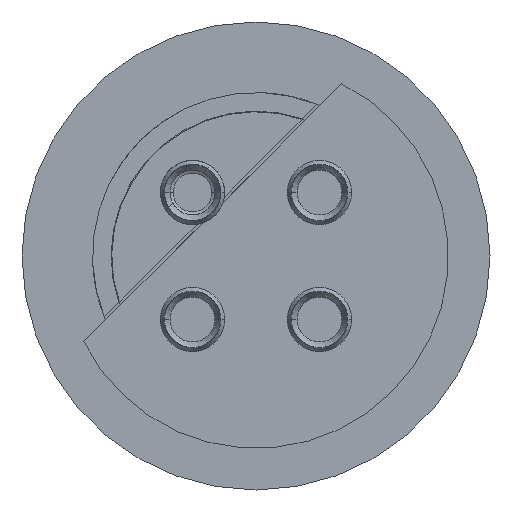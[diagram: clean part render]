
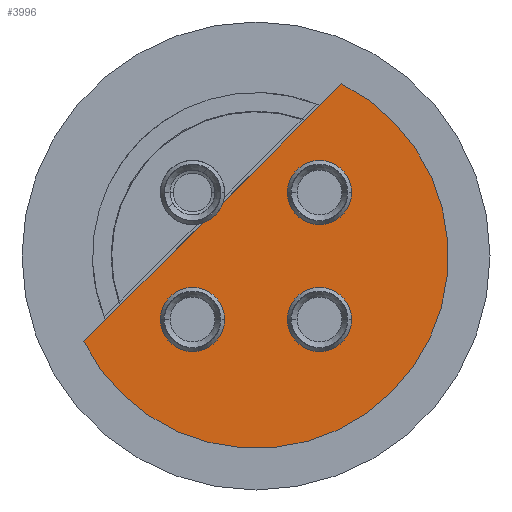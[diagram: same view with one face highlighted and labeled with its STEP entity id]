
A CAD part, front view. The second image highlights one B-rep face of the part: STEP entity #3996.
In plain terms, the highlighted planar face has unit normal (0, -1, 0).
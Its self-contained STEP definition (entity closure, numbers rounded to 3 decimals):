
#48 = LINE ( 'NONE', #899, #6592 ) ;
#65 = EDGE_CURVE ( 'Defeature ausgef�hrt1_23+Defeature ausgef�hrt1_19+Defeature ausgef�hrt1_19+Defeature ausgef�hrt1_19', #1150, #8629, #2587, .T. ) ;
#159 = DIRECTION ( 'NONE',  ( 0., -1., 0. ) ) ;
#480 = DIRECTION ( 'NONE',  ( 0., 1., 0. ) ) ;
#710 = CARTESIAN_POINT ( 'NONE',  ( 3., -1., 0. ) ) ;
#899 = CARTESIAN_POINT ( 'NONE',  ( -2.78, -1., -1.436 ) ) ;
#992 = ORIENTED_EDGE ( 'NONE', *, *, #13190, .F. ) ;
#1150 = VERTEX_POINT ( 'NONE', #5387 ) ;
#1195 = AXIS2_PLACEMENT_3D ( 'NONE', #7017, #6834, #4729 ) ;
#1387 = EDGE_CURVE ( 'Defeature ausgef�hrt1_23+Defeature ausgef�hrt1_18+Defeature ausgef�hrt1_18+Defeature ausgef�hrt1_18', #8833, #4290, #6013, .T. ) ;
#1500 = CARTESIAN_POINT ( 'NONE',  ( 0.99, -1., -0.99 ) ) ;
#1534 = CIRCLE ( 'NONE', #11362, 0.5 ) ;
#1605 = AXIS2_PLACEMENT_3D ( 'NONE', #6469, #10524, #2218 ) ;
#1652 = DIRECTION ( 'NONE',  ( 0., 1., 0. ) ) ;
#1710 = AXIS2_PLACEMENT_3D ( 'NONE', #8912, #480, #2590 ) ;
#1825 = DIRECTION ( 'NONE',  ( 0., 0., 1. ) ) ;
#1834 = EDGE_CURVE ( 'Defeature ausgef�hrt1_23+Defeature ausgef�hrt1_19+Defeature ausgef�hrt1_19+Defeature ausgef�hrt1_19', #8629, #1150, #2532, .T. ) ;
#2218 = DIRECTION ( 'NONE',  ( 0., 0., 1. ) ) ;
#2432 = EDGE_CURVE ( 'Defeature ausgef�hrt1_34+Defeature ausgef�hrt1_23+Defeature ausgef�hrt1_23+Defeature ausgef�hrt1_23', #8359, #2760, #1534, .T. ) ;
#2499 = CIRCLE ( 'NONE', #4671, 0.5 ) ;
#2532 = CIRCLE ( 'NONE', #11807, 0.5 ) ;
#2587 = CIRCLE ( 'NONE', #9077, 0.5 ) ;
#2590 = DIRECTION ( 'NONE',  ( 0., 0., 1. ) ) ;
#2663 = CIRCLE ( 'NONE', #1605, 0.5 ) ;
#2760 = VERTEX_POINT ( 'NONE', #8229 ) ;
#2966 = VECTOR ( 'NONE', #8533, 1000. ) ;
#2987 = FACE_BOUND ( 'NONE', #9959, .T. ) ;
#3308 = CARTESIAN_POINT ( 'NONE',  ( -2.684, -1., -1.34 ) ) ;
#3496 = AXIS2_PLACEMENT_3D ( 'NONE', #710, #4964, #1825 ) ;
#3618 = CARTESIAN_POINT ( 'NONE',  ( 0.99, -1., -0.99 ) ) ;
#3996 = ADVANCED_FACE ( 'Defeature ausgef�hrt1_23', ( #6113, #2987, #10977, #12115 ), #7052, .F. ) ;
#4102 = ORIENTED_EDGE ( 'NONE', *, *, #5649, .F. ) ;
#4290 = VERTEX_POINT ( 'NONE', #12680 ) ;
#4671 = AXIS2_PLACEMENT_3D ( 'NONE', #6963, #1652, #11155 ) ;
#4729 = DIRECTION ( 'NONE',  ( 0., 0., 1. ) ) ;
#4964 = DIRECTION ( 'NONE',  ( 0., 1., 0. ) ) ;
#5077 = EDGE_CURVE ( 'Defeature ausgef�hrt1_25+Defeature ausgef�hrt1_23+Defeature ausgef�hrt1_28+Defeature ausgef�hrt1_22', #10076, #10396, #48, .T. ) ;
#5131 = AXIS2_PLACEMENT_3D ( 'NONE', #9420, #5227, #9381 ) ;
#5227 = DIRECTION ( 'NONE',  ( 0., 1., 0. ) ) ;
#5240 = CARTESIAN_POINT ( 'NONE',  ( -2.78, -1., -1.436 ) ) ;
#5383 = CARTESIAN_POINT ( 'NONE',  ( 1.49, -1., 0.99 ) ) ;
#5387 = CARTESIAN_POINT ( 'NONE',  ( 1.49, -1., -0.99 ) ) ;
#5649 = EDGE_CURVE ( 'Defeature ausgef�hrt1_34+Defeature ausgef�hrt1_23+Defeature ausgef�hrt1_23+Defeature ausgef�hrt1_23', #2760, #8359, #2663, .T. ) ;
#5677 = ORIENTED_EDGE ( 'NONE', *, *, #1834, .T. ) ;
#5904 = ORIENTED_EDGE ( 'NONE', *, *, #1387, .T. ) ;
#5920 = EDGE_CURVE ( 'Defeature ausgef�hrt1_23+Defeature ausgef�hrt1_18+Defeature ausgef�hrt1_18+Defeature ausgef�hrt1_18', #4290, #8833, #2499, .T. ) ;
#6013 = CIRCLE ( 'NONE', #1195, 0.5 ) ;
#6113 = FACE_BOUND ( 'NONE', #13207, .T. ) ;
#6200 = EDGE_CURVE ( 'Defeature ausgef�hrt1_22+Defeature ausgef�hrt1_23+Defeature ausgef�hrt1_25+Defeature ausgef�hrt1_24', #10396, #8790, #6915, .T. ) ;
#6254 = ORIENTED_EDGE ( 'NONE', *, *, #8098, .T. ) ;
#6469 = CARTESIAN_POINT ( 'NONE',  ( -0.99, -1., -0.99 ) ) ;
#6592 = VECTOR ( 'NONE', #9319, 1000. ) ;
#6713 = VERTEX_POINT ( 'NONE', #7308 ) ;
#6834 = DIRECTION ( 'NONE',  ( 0., 1., 0. ) ) ;
#6915 = CIRCLE ( 'NONE', #5131, 3. ) ;
#6963 = CARTESIAN_POINT ( 'NONE',  ( 0.99, -1., 0.99 ) ) ;
#7017 = CARTESIAN_POINT ( 'NONE',  ( 0.99, -1., 0.99 ) ) ;
#7052 = PLANE ( 'NONE',  #3496 ) ;
#7308 = CARTESIAN_POINT ( 'NONE',  ( -0.826, -1., 0.518 ) ) ;
#7830 = DIRECTION ( 'NONE',  ( 0., 1., 0. ) ) ;
#8098 = EDGE_CURVE ( 'Defeature ausgef�hrt1_23+Defeature ausgef�hrt1_28+Defeature ausgef�hrt1_25+Defeature ausgef�hrt1_24', #10076, #6713, #13388, .T. ) ;
#8229 = CARTESIAN_POINT ( 'NONE',  ( -0.49, -1., -0.99 ) ) ;
#8315 = EDGE_LOOP ( 'NONE', ( #9330, #6254, #992, #11363 ) ) ;
#8359 = VERTEX_POINT ( 'NONE', #9544 ) ;
#8533 = DIRECTION ( 'NONE',  ( 0.707, 0., 0.707 ) ) ;
#8629 = VERTEX_POINT ( 'NONE', #9078 ) ;
#8710 = DIRECTION ( 'NONE',  ( 0., 0., 1. ) ) ;
#8790 = VERTEX_POINT ( 'NONE', #3308 ) ;
#8827 = DIRECTION ( 'NONE',  ( 0., 0., 1. ) ) ;
#8833 = VERTEX_POINT ( 'NONE', #5383 ) ;
#8912 = CARTESIAN_POINT ( 'NONE',  ( -0.99, -1., 0.99 ) ) ;
#9077 = AXIS2_PLACEMENT_3D ( 'NONE', #3618, #9787, #8710 ) ;
#9078 = CARTESIAN_POINT ( 'NONE',  ( 0.49, -1., -0.99 ) ) ;
#9319 = DIRECTION ( 'NONE',  ( 0.707, 0., 0.707 ) ) ;
#9330 = ORIENTED_EDGE ( 'NONE', *, *, #5077, .F. ) ;
#9381 = DIRECTION ( 'NONE',  ( 0., 0., 1. ) ) ;
#9420 = CARTESIAN_POINT ( 'NONE',  ( 0., -1., 0. ) ) ;
#9544 = CARTESIAN_POINT ( 'NONE',  ( -1.49, -1., -0.99 ) ) ;
#9787 = DIRECTION ( 'NONE',  ( 0., 1., 0. ) ) ;
#9959 = EDGE_LOOP ( 'NONE', ( #11047, #5904 ) ) ;
#10076 = VERTEX_POINT ( 'NONE', #11564 ) ;
#10396 = VERTEX_POINT ( 'NONE', #12047 ) ;
#10524 = DIRECTION ( 'NONE',  ( 0., -1., 0. ) ) ;
#10910 = ORIENTED_EDGE ( 'NONE', *, *, #65, .T. ) ;
#10977 = FACE_BOUND ( 'NONE', #12647, .T. ) ;
#11047 = ORIENTED_EDGE ( 'NONE', *, *, #5920, .T. ) ;
#11155 = DIRECTION ( 'NONE',  ( 0., 0., 1. ) ) ;
#11363 = ORIENTED_EDGE ( 'NONE', *, *, #6200, .F. ) ;
#11362 = AXIS2_PLACEMENT_3D ( 'NONE', #11759, #159, #11716 ) ;
#11564 = CARTESIAN_POINT ( 'NONE',  ( -0.518, -1., 0.826 ) ) ;
#11716 = DIRECTION ( 'NONE',  ( 0., 0., 1. ) ) ;
#11759 = CARTESIAN_POINT ( 'NONE',  ( -0.99, -1., -0.99 ) ) ;
#11807 = AXIS2_PLACEMENT_3D ( 'NONE', #1500, #7830, #8827 ) ;
#12047 = CARTESIAN_POINT ( 'NONE',  ( 1.34, -1., 2.684 ) ) ;
#12115 = FACE_OUTER_BOUND ( 'NONE', #8315, .T. ) ;
#12425 = LINE ( 'NONE', #5240, #2966 ) ;
#12647 = EDGE_LOOP ( 'NONE', ( #5677, #10910 ) ) ;
#12680 = CARTESIAN_POINT ( 'NONE',  ( 0.49, -1., 0.99 ) ) ;
#13190 = EDGE_CURVE ( 'Defeature ausgef�hrt1_24+Defeature ausgef�hrt1_23+Defeature ausgef�hrt1_22+Defeature ausgef�hrt1_28', #8790, #6713, #12425, .T. ) ;
#13207 = EDGE_LOOP ( 'NONE', ( #4102, #13418 ) ) ;
#13388 = CIRCLE ( 'NONE', #1710, 0.5 ) ;
#13418 = ORIENTED_EDGE ( 'NONE', *, *, #2432, .F. ) ;
